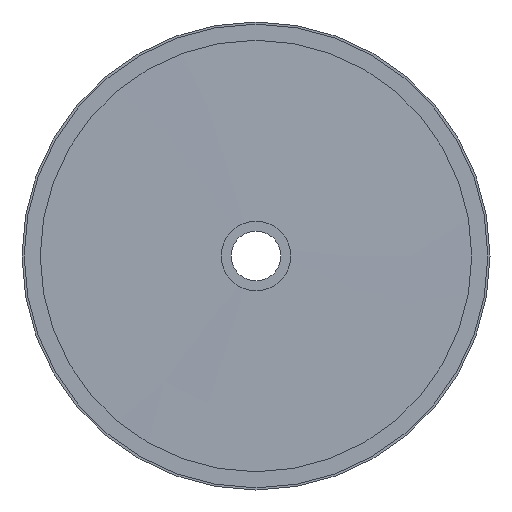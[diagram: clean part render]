
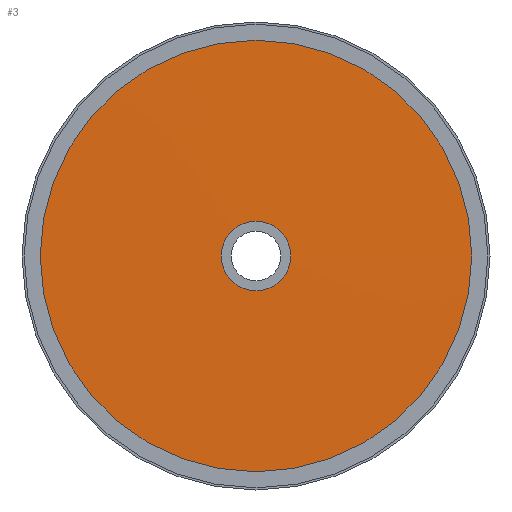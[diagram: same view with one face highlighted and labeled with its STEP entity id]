
A CAD part, left-side view. The second image highlights one B-rep face of the part: STEP entity #3.
In plain terms, the highlighted conical face has half-angle 89.537 degrees and reference radius 295 mm.
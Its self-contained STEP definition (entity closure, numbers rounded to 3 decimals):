
#3 = ADVANCED_FACE ( 'NONE', ( #59, #287 ), #390, .T. ) ;
#7 = AXIS2_PLACEMENT_3D ( 'NONE', #173, #356, #89 ) ;
#59 = FACE_OUTER_BOUND ( 'NONE', #77, .T. ) ;
#77 = EDGE_LOOP ( 'NONE', ( #383 ) ) ;
#89 = DIRECTION ( 'NONE',  ( 0., 0., -1. ) ) ;
#91 = ORIENTED_EDGE ( 'NONE', *, *, #314, .F. ) ;
#98 = AXIS2_PLACEMENT_3D ( 'NONE', #211, #353, #279 ) ;
#121 = DIRECTION ( 'NONE',  ( 0., 0., -1. ) ) ;
#156 = CARTESIAN_POINT ( 'NONE',  ( -5., 0., -47.5 ) ) ;
#173 = CARTESIAN_POINT ( 'NONE',  ( -5., 0., 0. ) ) ;
#211 = CARTESIAN_POINT ( 'NONE',  ( -3., 0., 0. ) ) ;
#222 = DIRECTION ( 'NONE',  ( 1., 0., 0. ) ) ;
#227 = VERTEX_POINT ( 'NONE', #156 ) ;
#279 = DIRECTION ( 'NONE',  ( 0., 0., -1. ) ) ;
#287 = FACE_BOUND ( 'NONE', #358, .T. ) ;
#303 = CIRCLE ( 'NONE', #98, 295. ) ;
#314 = EDGE_CURVE ( 'NONE', #227, #227, #344, .T. ) ;
#344 = CIRCLE ( 'NONE', #7, 47.5 ) ;
#353 = DIRECTION ( 'NONE',  ( -1., 0., 0. ) ) ;
#356 = DIRECTION ( 'NONE',  ( -1., 0., 0. ) ) ;
#358 = EDGE_LOOP ( 'NONE', ( #91 ) ) ;
#365 = AXIS2_PLACEMENT_3D ( 'NONE', #435, #222, #121 ) ;
#371 = CARTESIAN_POINT ( 'NONE',  ( -3., 0., -295. ) ) ;
#378 = VERTEX_POINT ( 'NONE', #371 ) ;
#383 = ORIENTED_EDGE ( 'NONE', *, *, #407, .T. ) ;
#390 = CONICAL_SURFACE ( 'NONE', #365, 295., 1.563 ) ;
#407 = EDGE_CURVE ( 'NONE', #378, #378, #303, .T. ) ;
#435 = CARTESIAN_POINT ( 'NONE',  ( -3., 0., 0. ) ) ;
